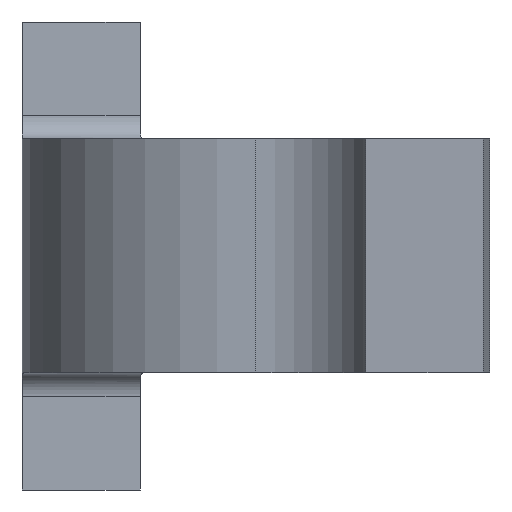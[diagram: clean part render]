
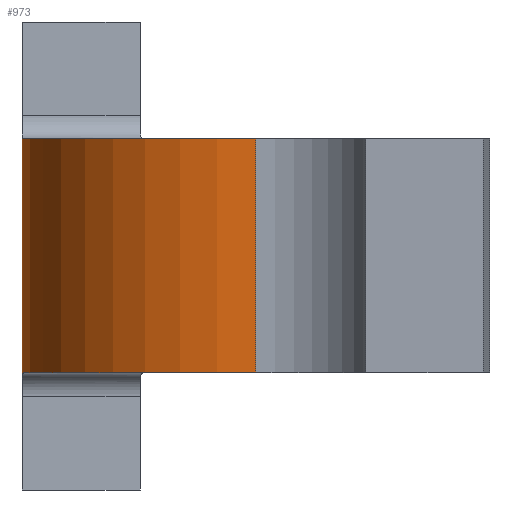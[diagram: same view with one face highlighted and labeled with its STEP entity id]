
A CAD part, left-side view. The second image highlights one B-rep face of the part: STEP entity #973.
In plain terms, the highlighted cylindrical face has radius 1.28 mm (diameter 2.56 mm), a partial arc.
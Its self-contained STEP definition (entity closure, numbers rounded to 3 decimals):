
#62=CARTESIAN_POINT('',(-1.011,1.26,-0.635));
#63=DIRECTION('',(0.,0.,1.));
#64=DIRECTION('',(-0.093,0.996,0.));
#65=AXIS2_PLACEMENT_3D('',#62,#63,#64);
#202=DIRECTION('',(0.,0.,-1.));
#203=VECTOR('',#202,1.425);
#204=CARTESIAN_POINT('',(-1.011,2.54,0.713));
#205=LINE('',#204,#203);
#327=CARTESIAN_POINT('',(-1.011,1.26,0.635));
#328=DIRECTION('',(0.,0.,1.));
#329=DIRECTION('',(-0.093,0.996,0.));
#330=AXIS2_PLACEMENT_3D('',#327,#328,#329);
#395=CARTESIAN_POINT('',(-1.13,2.534,0.635));
#396=CARTESIAN_POINT('',(-1.118,2.536,0.635));
#397=CARTESIAN_POINT('',(-1.093,2.538,0.639));
#398=CARTESIAN_POINT('',(-1.057,2.539,0.655));
#399=CARTESIAN_POINT('',(-1.029,2.54,0.68));
#400=CARTESIAN_POINT('',(-1.016,2.54,0.701));
#401=CARTESIAN_POINT('',(-1.011,2.54,0.713));
#481=CARTESIAN_POINT('',(-1.011,2.54,-0.713));
#482=CARTESIAN_POINT('',(-1.016,2.54,-0.701));
#483=CARTESIAN_POINT('',(-1.029,2.54,
-0.68));
#484=CARTESIAN_POINT('',(-1.057,2.539,
-0.655));
#485=CARTESIAN_POINT('',(-1.093,2.538,
-0.639));
#486=CARTESIAN_POINT('',(-1.118,2.536,-0.635));
#487=CARTESIAN_POINT('',(-1.13,2.534,-0.635));
#646=DIRECTION('',(0.,0.,1.));
#647=VECTOR('',#646,1.27);
#648=CARTESIAN_POINT('',(-2.291,1.273,-0.635));
#649=LINE('',#648,#647);
#671=CARTESIAN_POINT('',(-2.291,1.273,-0.635));
#673=VERTEX_POINT('',#671);
#695=CARTESIAN_POINT('',(-2.291,1.273,0.635));
#697=VERTEX_POINT('',#695);
#717=CARTESIAN_POINT('',(-1.13,2.534,0.635));
#719=VERTEX_POINT('',#717);
#725=VERTEX_POINT('',#401);
#745=CARTESIAN_POINT('',(-1.13,2.534,-0.635));
#747=VERTEX_POINT('',#745);
#759=CARTESIAN_POINT('',(-1.011,2.54,-0.713));
#760=VERTEX_POINT('',#759);
#958=CARTESIAN_POINT('',(-1.011,1.26,-0.635));
#959=DIRECTION('',(0.,0.,1.));
#960=DIRECTION('',(1.,0.,0.));
#961=AXIS2_PLACEMENT_3D('',#958,#959,#960);
#962=CYLINDRICAL_SURFACE('',#961,1.28);
#963=ORIENTED_EDGE('',*,*,#792,.F.);
#965=ORIENTED_EDGE('',*,*,#964,.F.);
#966=ORIENTED_EDGE('',*,*,#862,.F.);
#967=ORIENTED_EDGE('',*,*,#946,.F.);
#968=ORIENTED_EDGE('',*,*,#913,.T.);
#970=ORIENTED_EDGE('',*,*,#969,.F.);
#971=EDGE_LOOP('',(#963,#965,#966,#967,#968,#970));
#972=FACE_OUTER_BOUND('',#971,.F.);
#66=CIRCLE('',#65,1.28);
#331=CIRCLE('',#330,1.28);
#402=B_SPLINE_CURVE_WITH_KNOTS('',3,(#395,#396,#397,#398,#399,#400,#401),
.UNSPECIFIED.,.F.,.F.,(4,1,1,1,4),(0.,0.25,0.5,0.75,1.),
.UNSPECIFIED.);
#488=B_SPLINE_CURVE_WITH_KNOTS('',3,(#481,#482,#483,#484,#485,#486,#487),
.UNSPECIFIED.,.F.,.F.,(4,1,1,1,4),(0.,0.25,0.5,0.75,1.),
.UNSPECIFIED.);
#792=EDGE_CURVE('',#747,#673,#66,.T.);
#862=EDGE_CURVE('',#725,#760,#205,.T.);
#913=EDGE_CURVE('',#719,#697,#331,.T.);
#946=EDGE_CURVE('',#719,#725,#402,.T.);
#964=EDGE_CURVE('',#760,#747,#488,.T.);
#969=EDGE_CURVE('',#673,#697,#649,.T.);
#973=ADVANCED_FACE('',(#972),#962,.T.);
